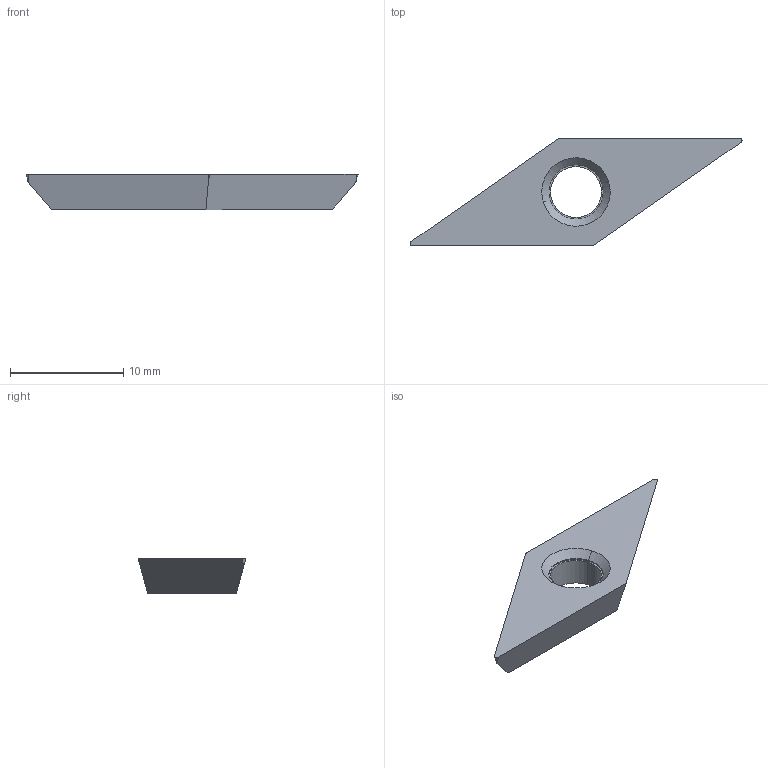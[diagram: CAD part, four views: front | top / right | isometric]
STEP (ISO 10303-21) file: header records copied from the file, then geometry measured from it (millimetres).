
FILE_DESCRIPTION(/* description */ (''),/* implementation_level */ '2;1');
FILE_NAME(/* name */ 'VD160302R.stp',/* time_stamp */ '2021-12-22T08:51:05+09:00',/* author */ (''),/* organization */ (''),/* preprocessor_version */ 'ST-DEVELOPER v16',/* originating_system */ 'SIEMENS PLM Software NX 10.0',/* authorisation */ '');
FILE_SCHEMA (('AUTOMOTIVE_DESIGN { 1 0 10303 214 3 1 1 1 }'));
Length unit declared in the file: millimetre
Products named in the file (1): VD160302R
Bounding box: 29.34 x 9.53 x 3.18 mm (x, y, z)
Volume: 362.8 mm3; surface area: 472 mm2
Topology: 1 solids, 1 shells, 17 faces, 56 edges, 50 vertices
Faces by surface type: plane 7, cone 6, cylinder 4
Entity records: 680 total; most frequent: DIRECTION 116, CARTESIAN_POINT 103, ORIENTED_EDGE 84, AXIS2_PLACEMENT_3D 43, EDGE_CURVE 42, LINE 30, VECTOR 30, VERTEX_POINT 28
